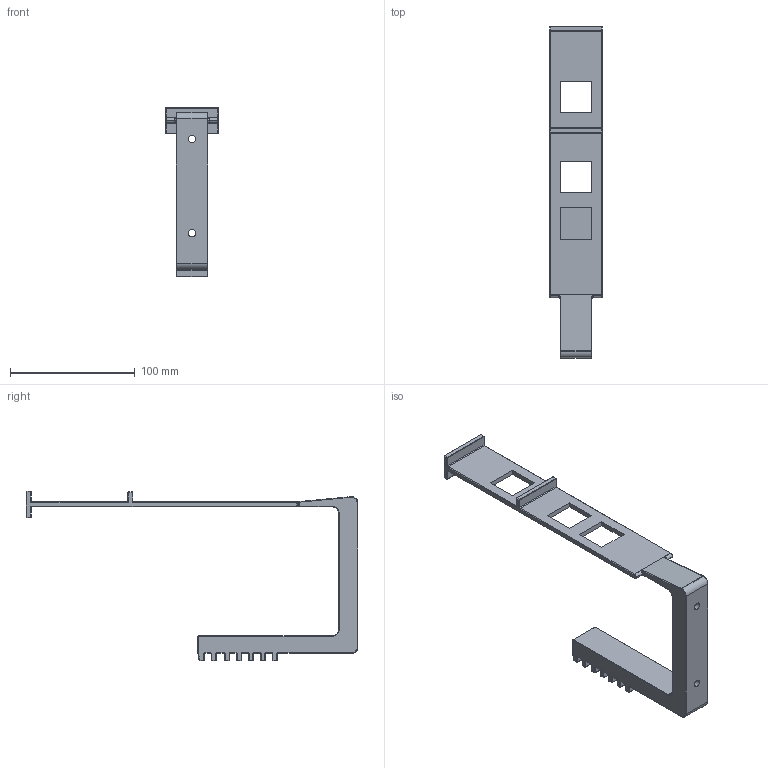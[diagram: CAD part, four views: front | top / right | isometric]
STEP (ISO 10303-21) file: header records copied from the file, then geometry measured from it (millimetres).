
FILE_DESCRIPTION (( 'STEP AP214' ), '1' );
FILE_NAME ('03707- Square Meduim Quick Clamp 76mm-114mm.STEP', '2025-11-06T01:26:22', ( '' ), ( '' ), 'SwSTEP 2.0', 'SolidWorks 2025', '' );
FILE_SCHEMA (( 'AUTOMOTIVE_DESIGN' ));
Length unit declared in the file: millimetre
Products named in the file (1): 03707- Square Meduim Quick Clamp 76mm-114mm
Bounding box: 42 x 265.5 x 136 mm (x, y, z)
Volume: 129407.4 mm3; surface area: 44269.3 mm2
Topology: 1 solids, 1 shells, 314 faces, 743 edges, 386 vertices
Faces by surface type: cylinder 151, plane 65, torus 52, sphere 42, bspline 4
Entity records: 8724 total; most frequent: DIRECTION 1659, CARTESIAN_POINT 1598, ORIENTED_EDGE 1394, EDGE_CURVE 697, AXIS2_PLACEMENT_3D 663, VERTEX_POINT 386, CIRCLE 352, LINE 333
